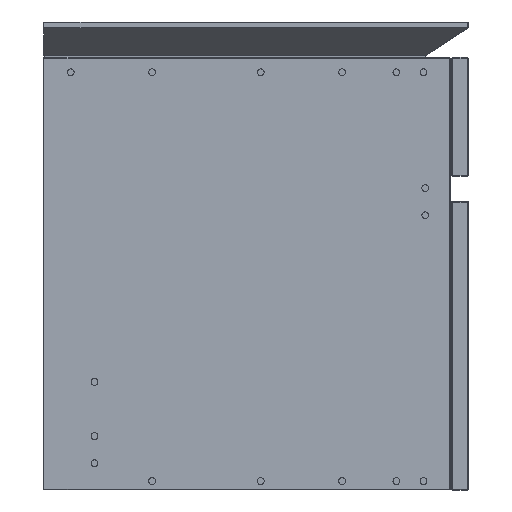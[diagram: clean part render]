
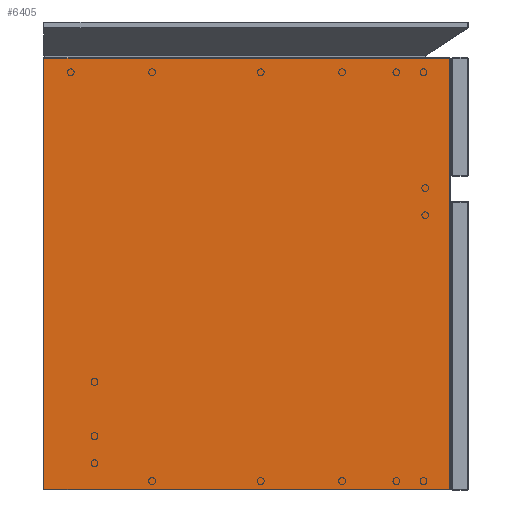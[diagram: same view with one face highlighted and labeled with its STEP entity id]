
A CAD part, left-side view. The second image highlights one B-rep face of the part: STEP entity #6405.
In plain terms, the highlighted planar face has unit normal (-1, 0, 0).
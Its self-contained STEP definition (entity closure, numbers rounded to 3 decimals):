
#6310=CARTESIAN_POINT('',(-8764.204,38550.082,-0.8));
#6311=VERTEX_POINT('',#6310);
#6318=CARTESIAN_POINT('',(-8764.204,38071.882,-0.8));
#6319=VERTEX_POINT('',#6318);
#6320=CARTESIAN_POINT('',(-8764.204,38550.082,-0.8));
#6321=DIRECTION('',(0.0,-1.0,0.0));
#6322=VECTOR('',#6321,478.2);
#6323=LINE('',#6320,#6322);
#6324=EDGE_CURVE('',#6311,#6319,#6323,.T.);
#6341=CARTESIAN_POINT('',(-8764.204,38071.882,-509.2));
#6342=VERTEX_POINT('',#6341);
#6343=CARTESIAN_POINT('',(-8764.204,38071.882,-0.8));
#6344=DIRECTION('',(0.0,0.0,-1.0));
#6345=VECTOR('',#6344,508.4);
#6346=LINE('',#6343,#6345);
#6347=EDGE_CURVE('',#6319,#6342,#6346,.T.);
#6382=CARTESIAN_POINT('',(-8764.204,38310.982,-0.799));
#6383=DIRECTION('',(-1.0,0.0,0.0));
#6384=DIRECTION('',(0.0,0.0,1.0));
#6385=AXIS2_PLACEMENT_3D('',#6382,#6383,#6384);
#6386=PLANE('',#6385);
#6387=ORIENTED_EDGE('',*,*,#6324,.F.);
#6388=CARTESIAN_POINT('',(-8764.204,38550.082,-509.2));
#6389=VERTEX_POINT('',#6388);
#6390=CARTESIAN_POINT('',(-8764.204,38550.082,-509.2));
#6391=DIRECTION('',(0.0,0.0,1.0));
#6392=VECTOR('',#6391,508.4);
#6393=LINE('',#6390,#6392);
#6394=EDGE_CURVE('',#6389,#6311,#6393,.T.);
#6395=ORIENTED_EDGE('',*,*,#6394,.F.);
#6396=CARTESIAN_POINT('',(-8764.204,38071.882,-509.2));
#6397=DIRECTION('',(0.0,1.0,0.0));
#6398=VECTOR('',#6397,478.2);
#6399=LINE('',#6396,#6398);
#6400=EDGE_CURVE('',#6342,#6389,#6399,.T.);
#6401=ORIENTED_EDGE('',*,*,#6400,.F.);
#6402=ORIENTED_EDGE('',*,*,#6347,.F.);
#6403=EDGE_LOOP('',(#6387,#6395,#6401,#6402));
#6404=FACE_OUTER_BOUND('',#6403,.T.);
#6405=ADVANCED_FACE('',(#6404),#6386,.T.);
